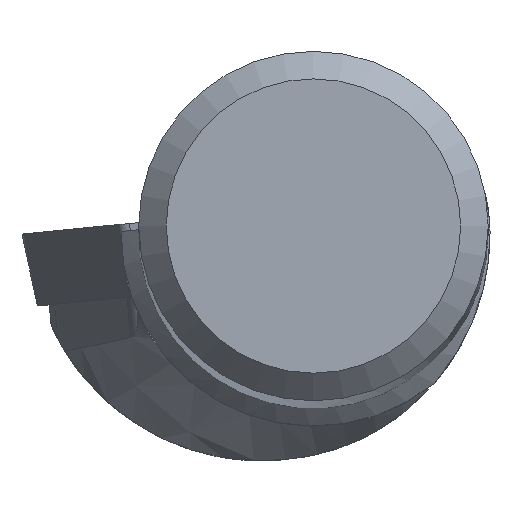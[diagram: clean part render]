
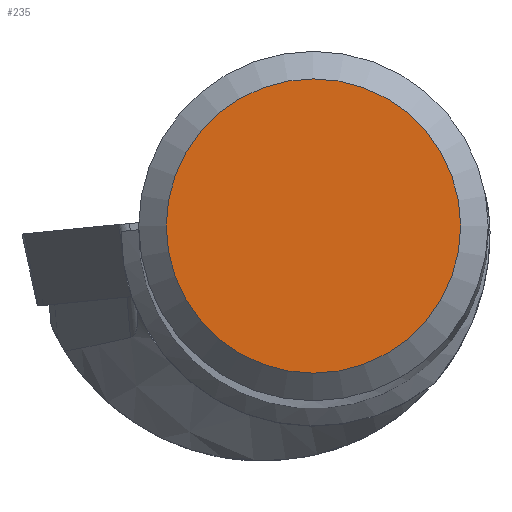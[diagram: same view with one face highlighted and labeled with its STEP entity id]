
A CAD part, top view. The second image highlights one B-rep face of the part: STEP entity #235.
In plain terms, the highlighted planar face has unit normal (0, 0, 1).
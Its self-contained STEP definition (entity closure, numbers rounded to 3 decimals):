
#177=FACE_OUTER_BOUND('',#460,.T.);
#235=ADVANCED_FACE('',(#177),#276,.T.);
#276=PLANE('',#1287);
#460=EDGE_LOOP('',(#670));
#670=ORIENTED_EDGE('',*,*,#1019,.T.);
#890=VERTEX_POINT('',#2208);
#1019=EDGE_CURVE('',#890,#890,#1091,.T.);
#1091=CIRCLE('',#1286,8.016);
#1286=AXIS2_PLACEMENT_3D('',#2207,#1555,#1556);
#1287=AXIS2_PLACEMENT_3D('',#2209,#1557,#1558);
#1555=DIRECTION('',(0.,0.,1.));
#1556=DIRECTION('',(1.,0.,0.));
#1557=DIRECTION('',(0.,0.,1.));
#1558=DIRECTION('',(1.,0.,0.));
#2207=CARTESIAN_POINT('',(0.,0.,0.));
#2208=CARTESIAN_POINT('',(8.016,0.,0.));
#2209=CARTESIAN_POINT('',(0.,0.,
0.));
